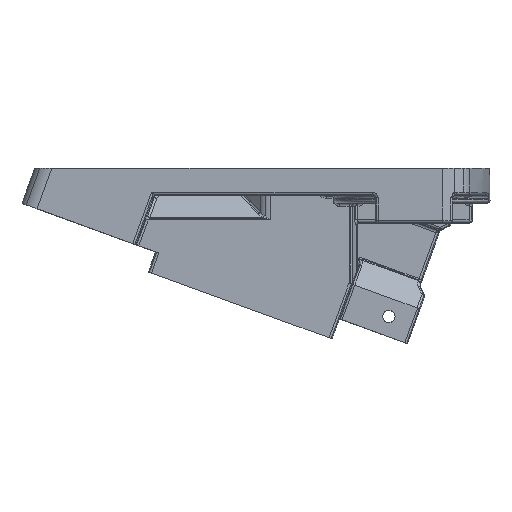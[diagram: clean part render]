
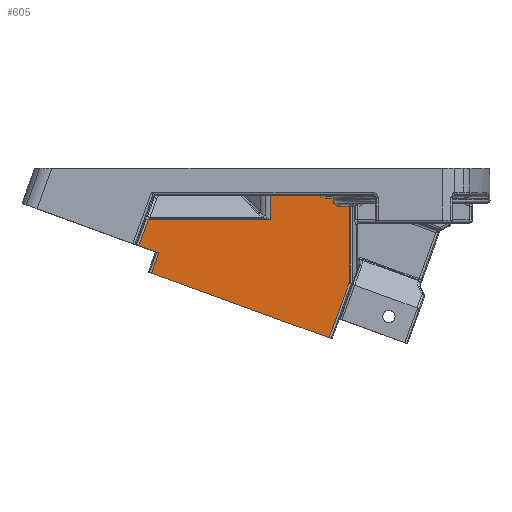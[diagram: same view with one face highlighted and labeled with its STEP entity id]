
A CAD part, left-side view. The second image highlights one B-rep face of the part: STEP entity #605.
In plain terms, the highlighted planar face has unit normal (-1, 0, 0).
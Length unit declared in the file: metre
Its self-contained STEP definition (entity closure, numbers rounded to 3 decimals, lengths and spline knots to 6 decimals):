
#605=ADVANCED_FACE('0:1136',(#1737),#1738,.T.);
#1737=FACE_OUTER_BOUND('',#30871,.T.);
#1738=PLANE('',#30872);
#30871=EDGE_LOOP('',(#35291,#35292,#35293,#35294,#35295,#35296,#35297,#35298,#35299,#35300,#35301,#35302,#35303,#35304,#35305));
#30872=AXIS2_PLACEMENT_3D('',#35306,#35307,#35308);
#35291=ORIENTED_EDGE('',*,*,#36167,.F.);
#35292=ORIENTED_EDGE('',*,*,#36821,.F.);
#35293=ORIENTED_EDGE('',*,*,#36811,.F.);
#35294=ORIENTED_EDGE('',*,*,#36809,.T.);
#35295=ORIENTED_EDGE('',*,*,#36807,.F.);
#35296=ORIENTED_EDGE('',*,*,#36805,.F.);
#35297=ORIENTED_EDGE('',*,*,#36804,.F.);
#35298=ORIENTED_EDGE('',*,*,#36802,.F.);
#35299=ORIENTED_EDGE('',*,*,#36800,.F.);
#35300=ORIENTED_EDGE('',*,*,#35585,.F.);
#35301=ORIENTED_EDGE('',*,*,#36798,.F.);
#35302=ORIENTED_EDGE('',*,*,#35458,.F.);
#35303=ORIENTED_EDGE('',*,*,#36892,.F.);
#35304=ORIENTED_EDGE('',*,*,#35454,.F.);
#35305=ORIENTED_EDGE('',*,*,#36826,.F.);
#35306=CARTESIAN_POINT('',(-0.026872,-0.040314,0.007999));
#35307=DIRECTION('',(-1.0,0.,0.0));
#35308=DIRECTION('',(0.,1.0,0.0));
#35454=EDGE_CURVE('0:3929',#36942,#36944,#36945,.T.);
#35458=EDGE_CURVE('0:3923',#36950,#36952,#36953,.T.);
#35585=EDGE_CURVE('0:3608',#37202,#37204,#37205,.T.);
#36167=EDGE_CURVE('0:1229',#38274,#38276,#38277,.T.);
#36798=EDGE_CURVE('0:3605',#36952,#37202,#39142,.T.);
#36800=EDGE_CURVE('0:3614',#37204,#39144,#39145,.T.);
#36802=EDGE_CURVE('0:3620',#39144,#39147,#39148,.T.);
#36804=EDGE_CURVE('0:3626',#39147,#38918,#39150,.T.);
#36805=EDGE_CURVE('0:3629',#38918,#39151,#39152,.T.);
#36807=EDGE_CURVE('0:3635',#39151,#39154,#39155,.T.);
#36809=EDGE_CURVE('0:3644',#39157,#39154,#39158,.F.);
#36811=EDGE_CURVE('0:3647',#39157,#39160,#39161,.T.);
#36821=EDGE_CURVE('0:3677',#39160,#38274,#39174,.T.);
#36826=EDGE_CURVE('0:3695',#38276,#36942,#39179,.T.);
#36892=EDGE_CURVE('0:3926',#36944,#36950,#39268,.T.);
#36942=VERTEX_POINT('',#39678);
#36944=VERTEX_POINT('',#39691);
#36945=LINE('',#39692,#39693);
#36950=VERTEX_POINT('',#39699);
#36952=VERTEX_POINT('',#39701);
#36953=LINE('',#39702,#39703);
#37202=VERTEX_POINT('',#40102);
#37204=VERTEX_POINT('',#40104);
#37205=LINE('',#40105,#40106);
#38274=VERTEX_POINT('',#42572);
#38276=VERTEX_POINT('',#42574);
#38277=LINE('',#42575,#42576);
#38918=VERTEX_POINT('',#45194);
#39142=B_SPLINE_CURVE_WITH_KNOTS('',3,(#46021,#46022,#46023,#46024,#46025,#46026,#46027,#46028,#46029,#46030,#46031,#46032,#46033,#46034,#46035,#46036,#46037,#46038,#46039,#46040),.UNSPECIFIED.,.F.,.F.,(4,2,2,2,2,2,2,2,2,4),(-0.002609,-0.002605,-0.002168,-0.00174,-0.001472,-0.001305,-0.001137,-0.00087,-0.000442,-0.0),.UNSPECIFIED.);
#39144=VERTEX_POINT('',#46042);
#39145=LINE('',#46043,#46044);
#39147=VERTEX_POINT('',#46046);
#39148=B_SPLINE_CURVE_WITH_KNOTS('',3,(#46047,#46048,#46049,#46050,#46051,#46052,#46053,#46054,#46055,#46056,#46057,#46058,#46059,#46060,#46061,#46062,#46063,#46064),.UNSPECIFIED.,.F.,.F.,(4,2,2,2,2,2,2,2,4),(-0.001905,-0.001583,-0.00127,-0.001075,-0.000953,-0.000831,-0.000635,-0.000322,-0.0),.UNSPECIFIED.);
#39150=B_SPLINE_CURVE_WITH_KNOTS('',3,(#46066,#46067,#46068,#46069),.UNSPECIFIED.,.F.,.F.,(4,4),(-0.001767,-0.0),.UNSPECIFIED.);
#39151=VERTEX_POINT('',#46070);
#39152=LINE('',#46071,#46072);
#39154=VERTEX_POINT('',#46074);
#39155=LINE('',#46075,#46076);
#39157=VERTEX_POINT('',#46078);
#39158=LINE('',#46079,#46080);
#39160=VERTEX_POINT('',#46082);
#39161=LINE('',#46083,#46084);
#39174=LINE('',#46122,#46123);
#39179=LINE('',#46129,#46130);
#39268=LINE('',#46267,#46268);
#39678=CARTESIAN_POINT('',(-0.026872,-0.037298,0.002335));
#39691=CARTESIAN_POINT('',(-0.026872,-0.037298,0.012));
#39692=CARTESIAN_POINT('',(-0.026872,-0.037298,0.0115));
#39693=VECTOR('',#46298,1.0);
#39699=CARTESIAN_POINT('',(-0.026872,-0.048007,0.012));
#39701=CARTESIAN_POINT('',(-0.026872,-0.045466,0.007599));
#39702=CARTESIAN_POINT('',(-0.026872,-0.046223,0.008911));
#39703=VECTOR('',#46306,1.0);
#40102=CARTESIAN_POINT('',(-0.026872,-0.047729,0.006399));
#40104=CARTESIAN_POINT('',(-0.026872,-0.048975,0.006399));
#40105=CARTESIAN_POINT('',(-0.026872,-0.046168,0.006399));
#40106=VECTOR('',#46542,1.0);
#42572=CARTESIAN_POINT('',(-0.026872,-0.012602,-0.002502));
#42574=CARTESIAN_POINT('',(-0.026872,-0.014362,0.002335));
#42575=CARTESIAN_POINT('',(-0.026872,-0.015682,0.005962));
#42576=VECTOR('',#47502,1.0);
#45194=CARTESIAN_POINT('',(-0.026872,-0.051982,0.004905));
#46021=CARTESIAN_POINT('',(-0.026872,-0.045466,0.007599));
#46022=CARTESIAN_POINT('',(-0.026872,-0.045467,0.007599));
#46023=CARTESIAN_POINT('',(-0.026872,-0.045468,0.007598));
#46024=CARTESIAN_POINT('',(-0.026872,-0.045581,0.007503));
#46025=CARTESIAN_POINT('',(-0.026872,-0.045694,0.00741));
#46026=CARTESIAN_POINT('',(-0.026872,-0.045918,0.007229));
#46027=CARTESIAN_POINT('',(-0.026872,-0.04603,0.00714));
#46028=CARTESIAN_POINT('',(-0.026872,-0.046216,0.007002));
#46029=CARTESIAN_POINT('',(-0.026872,-0.046289,0.00695));
#46030=CARTESIAN_POINT('',(-0.026872,-0.046409,0.006869));
#46031=CARTESIAN_POINT('',(-0.026872,-0.046456,0.006839));
#46032=CARTESIAN_POINT('',(-0.026872,-0.046551,0.006779));
#46033=CARTESIAN_POINT('',(-0.026872,-0.046599,0.00675));
#46034=CARTESIAN_POINT('',(-0.026872,-0.046725,0.006679));
#46035=CARTESIAN_POINT('',(-0.026872,-0.046805,0.006637));
#46036=CARTESIAN_POINT('',(-0.026872,-0.047016,0.006541));
#46037=CARTESIAN_POINT('',(-0.026872,-0.047151,0.006491));
#46038=CARTESIAN_POINT('',(-0.026872,-0.047434,0.00642));
#46039=CARTESIAN_POINT('',(-0.026872,-0.047582,0.006399));
#46040=CARTESIAN_POINT('',(-0.026872,-0.047729,0.006399));
#46042=CARTESIAN_POINT('',(-0.026872,-0.048975,0.006102));
#46043=CARTESIAN_POINT('',(-0.026872,-0.048975,0.006249));
#46044=VECTOR('',#48532,1.0);
#46046=CARTESIAN_POINT('',(-0.026872,-0.050216,0.004902));
#46047=CARTESIAN_POINT('',(-0.026872,-0.048975,0.006102));
#46048=CARTESIAN_POINT('',(-0.026872,-0.048975,0.005995));
#46049=CARTESIAN_POINT('',(-0.026872,-0.04899,0.005886));
#46050=CARTESIAN_POINT('',(-0.026872,-0.049049,0.005681));
#46051=CARTESIAN_POINT('',(-0.026872,-0.049091,0.005584));
#46052=CARTESIAN_POINT('',(-0.026872,-0.049179,0.005438));
#46053=CARTESIAN_POINT('',(-0.026872,-0.049218,0.005385));
#46054=CARTESIAN_POINT('',(-0.026872,-0.049288,0.005304));
#46055=CARTESIAN_POINT('',(-0.026872,-0.049316,0.005274));
#46056=CARTESIAN_POINT('',(-0.026872,-0.049375,0.005218));
#46057=CARTESIAN_POINT('',(-0.026872,-0.049406,0.005191));
#46058=CARTESIAN_POINT('',(-0.026872,-0.04949,0.005126));
#46059=CARTESIAN_POINT('',(-0.026872,-0.049545,0.005089));
#46060=CARTESIAN_POINT('',(-0.026872,-0.049695,0.005007));
#46061=CARTESIAN_POINT('',(-0.026872,-0.049792,0.004969));
#46062=CARTESIAN_POINT('',(-0.026872,-0.049999,0.004916));
#46063=CARTESIAN_POINT('',(-0.026872,-0.050108,0.004902));
#46064=CARTESIAN_POINT('',(-0.026872,-0.050216,0.004902));
#46066=CARTESIAN_POINT('',(-0.026872,-0.050216,0.004902));
#46067=CARTESIAN_POINT('',(-0.026872,-0.050804,0.004903));
#46068=CARTESIAN_POINT('',(-0.026872,-0.051393,0.004904));
#46069=CARTESIAN_POINT('',(-0.026872,-0.051982,0.004905));
#46070=CARTESIAN_POINT('',(-0.026872,-0.051982,-0.009448));
#46071=CARTESIAN_POINT('',(-0.026872,-0.051982,0.015));
#46072=VECTOR('',#48539,1.0);
#46074=CARTESIAN_POINT('',(-0.026872,-0.04824,-0.01973));
#46075=CARTESIAN_POINT('',(-0.026872,-0.053379,-0.005609));
#46076=VECTOR('',#48543,1.0);
#46078=CARTESIAN_POINT('',(-0.026872,-0.014951,-0.007613));
#46079=CARTESIAN_POINT('',(-0.026872,-0.025707,-0.011528));
#46080=VECTOR('',#48547,1.0);
#46082=CARTESIAN_POINT('',(-0.026872,-0.016319,-0.003855));
#46083=CARTESIAN_POINT('',(-0.026872,-0.019627,0.005235));
#46084=VECTOR('',#48551,1.0);
#46122=CARTESIAN_POINT('',(-0.026872,-0.0331,-0.009962));
#46123=VECTOR('',#48567,1.0);
#46129=CARTESIAN_POINT('',(-0.026872,-0.033405,0.002335));
#46130=VECTOR('',#48578,1.0);
#46267=CARTESIAN_POINT('',(-0.026872,-0.023175,0.012));
#46268=VECTOR('',#48702,1.0);
#46298=DIRECTION('',(0.0,0.0,1.0));
#46306=DIRECTION('',(0.,0.5,-0.866));
#46542=DIRECTION('',(0.,-1.0,0.0));
#47502=DIRECTION('',(0.,-0.342,0.94));
#48532=DIRECTION('',(0.,0.,-1.0));
#48539=DIRECTION('',(0.0,0.0,-1.0));
#48543=DIRECTION('',(0.,0.342,-0.94));
#48547=DIRECTION('',(0.,0.94,0.342));
#48551=DIRECTION('',(0.,-0.342,0.94));
#48567=DIRECTION('',(0.,0.94,0.342));
#48578=DIRECTION('',(0.,-1.0,0.));
#48702=DIRECTION('',(0.,-1.0,0.));
